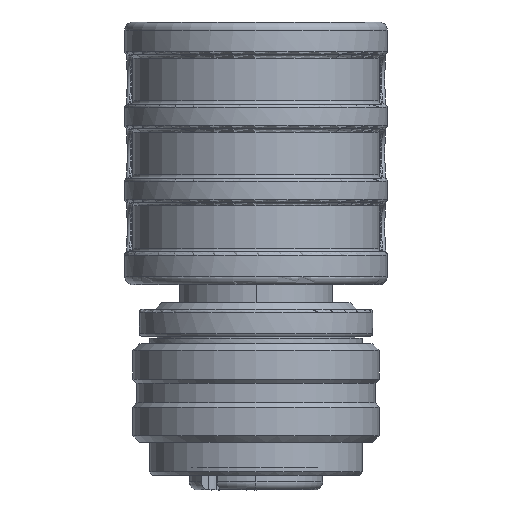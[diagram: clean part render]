
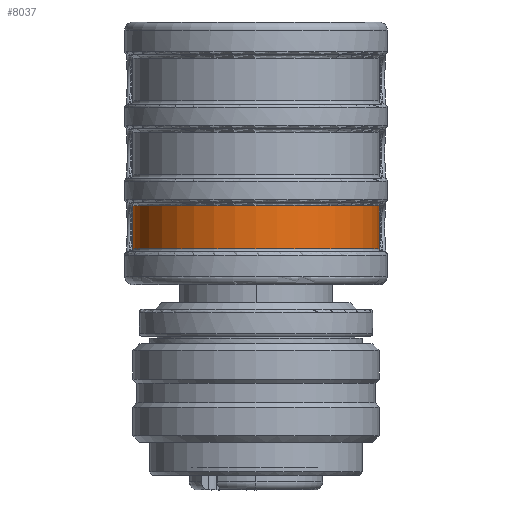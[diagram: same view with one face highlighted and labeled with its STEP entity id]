
A CAD part, front view. The second image highlights one B-rep face of the part: STEP entity #8037.
In plain terms, the highlighted cylindrical face has radius 7.5 mm (diameter 15 mm), a partial arc.
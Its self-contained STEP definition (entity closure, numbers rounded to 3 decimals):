
#6597=AXIS2_PLACEMENT_3D('Circle Axis2P3D',#6595,#6596,$) ;
#6826=AXIS2_PLACEMENT_3D('Circle Axis2P3D',#6824,#6825,$) ;
#8024=AXIS2_PLACEMENT_3D('Cylinder Axis2P3D',#8021,#8022,#8023) ;
#6574=CARTESIAN_POINT('Vertex',(15.5,8.,14.7)) ;
#6595=CARTESIAN_POINT('Axis2P3D Location',(8.,8.,14.7)) ;
#6599=CARTESIAN_POINT('Vertex',(0.5,8.,14.7)) ;
#6803=CARTESIAN_POINT('Vertex',(0.5,8.,17.3)) ;
#6824=CARTESIAN_POINT('Axis2P3D Location',(8.,8.,17.3)) ;
#6828=CARTESIAN_POINT('Vertex',(15.5,8.,17.3)) ;
#8008=CARTESIAN_POINT('Line Origine',(15.5,8.,17.5)) ;
#8021=CARTESIAN_POINT('Axis2P3D Location',(8.,8.,17.5)) ;
#8026=CARTESIAN_POINT('Line Origine',(0.5,8.,17.5)) ;
#6596=DIRECTION('Axis2P3D Direction',(0.,0.,-1.)) ;
#6825=DIRECTION('Axis2P3D Direction',(0.,0.,-1.)) ;
#8009=DIRECTION('Vector Direction',(0.,0.,-1.)) ;
#8022=DIRECTION('Axis2P3D Direction',(0.,0.,-1.)) ;
#8023=DIRECTION('Axis2P3D XDirection',(1.,0.,0.)) ;
#8027=DIRECTION('Vector Direction',(0.,0.,-1.)) ;
#8010=VECTOR('Line Direction',#8009,1.) ;
#8028=VECTOR('Line Direction',#8027,1.) ;
#8032=ORIENTED_EDGE('',*,*,#8012,.F.) ;
#8033=ORIENTED_EDGE('',*,*,#6830,.T.) ;
#8034=ORIENTED_EDGE('',*,*,#8030,.F.) ;
#8035=ORIENTED_EDGE('',*,*,#6601,.T.) ;
#8037=ADVANCED_FACE('Hauptk\X2\00F6\X0\rper',(#8036),#8025,.T.) ;
#6598=CIRCLE('generated circle',#6597,7.5) ;
#6827=CIRCLE('generated circle',#6826,7.5) ;
#8025=CYLINDRICAL_SURFACE('generated cylinder',#8024,7.5) ;
#6601=EDGE_CURVE('',#6600,#6575,#6598,.F.) ;
#6830=EDGE_CURVE('',#6829,#6804,#6827,.T.) ;
#8012=EDGE_CURVE('',#6829,#6575,#8011,.T.) ;
#8030=EDGE_CURVE('',#6600,#6804,#8029,.F.) ;
#8031=EDGE_LOOP('',(#8032,#8033,#8034,#8035)) ;
#8036=FACE_OUTER_BOUND('',#8031,.T.) ;
#8011=LINE('Line',#8008,#8010) ;
#8029=LINE('Line',#8026,#8028) ;
#6575=VERTEX_POINT('',#6574) ;
#6600=VERTEX_POINT('',#6599) ;
#6804=VERTEX_POINT('',#6803) ;
#6829=VERTEX_POINT('',#6828) ;
